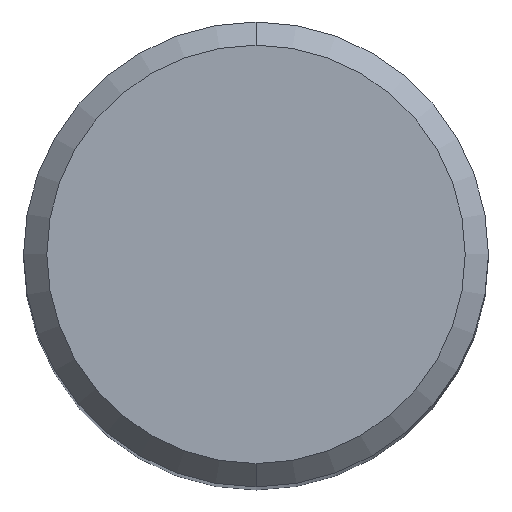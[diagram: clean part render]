
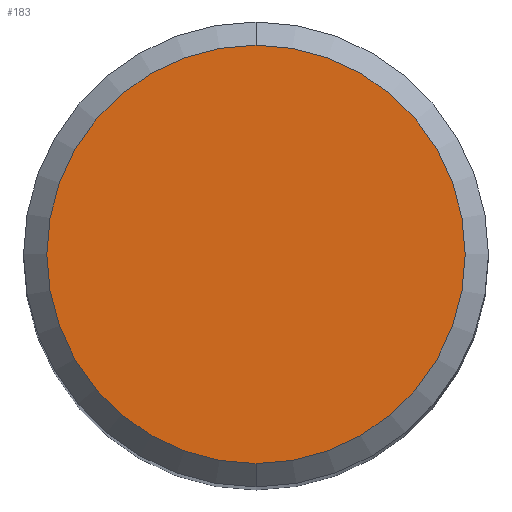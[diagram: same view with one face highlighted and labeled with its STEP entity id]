
A CAD part, top view. The second image highlights one B-rep face of the part: STEP entity #183.
In plain terms, the highlighted planar face has unit normal (0, 0, 1).
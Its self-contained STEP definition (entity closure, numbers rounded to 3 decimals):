
#119=VERTEX_POINT('',#270);
#143=VERTEX_POINT('',#296);
#183=ADVANCED_FACE('',(#343),#344,.T.);
#219=EDGE_CURVE('',#143,#119,#386,.T.);
#223=EDGE_CURVE('',#119,#143,#391,.T.);
#270=CARTESIAN_POINT('',(0.,-4.5,0.0));
#296=CARTESIAN_POINT('',(0.0,4.5,0.0));
#343=FACE_OUTER_BOUND('',#535,.T.);
#344=PLANE('',#536);
#386=CIRCLE('',#585,4.5);
#391=CIRCLE('',#591,4.5);
#535=EDGE_LOOP('',(#712,#713));
#536=AXIS2_PLACEMENT_3D('',#714,#715,#716);
#585=AXIS2_PLACEMENT_3D('',#773,#774,#775);
#591=AXIS2_PLACEMENT_3D('',#784,#785,#786);
#712=ORIENTED_EDGE('',*,*,#219,.F.);
#713=ORIENTED_EDGE('',*,*,#223,.F.);
#714=CARTESIAN_POINT('',(0.0,2.25,0.0));
#715=DIRECTION('',(-0.0,0.0,1.0));
#716=DIRECTION('',(0.0,-1.0,0.0));
#773=CARTESIAN_POINT('',(0.0,0.0,0.0));
#774=DIRECTION('',(0.0,0.0,-1.0));
#775=DIRECTION('',(0.0,1.0,0.0));
#784=CARTESIAN_POINT('',(0.0,0.0,0.0));
#785=DIRECTION('',(0.0,0.0,-1.0));
#786=DIRECTION('',(0.0,1.0,0.0));
